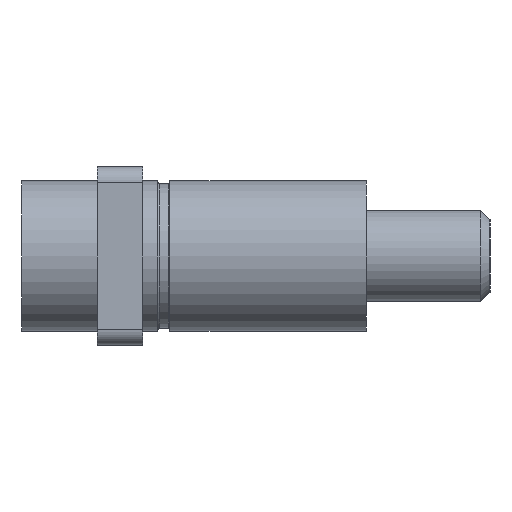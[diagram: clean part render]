
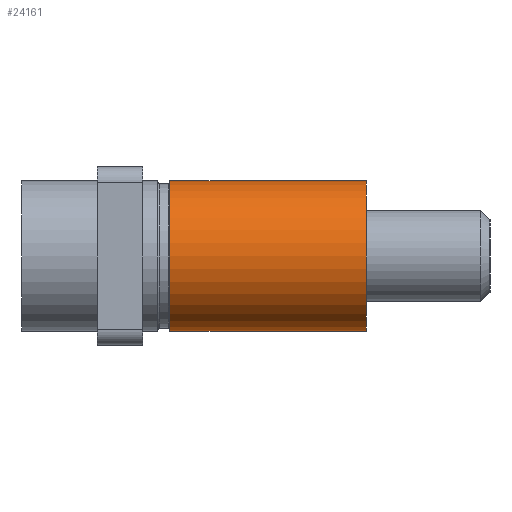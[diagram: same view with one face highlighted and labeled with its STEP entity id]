
A CAD part, left-side view. The second image highlights one B-rep face of the part: STEP entity #24161.
In plain terms, the highlighted cylindrical face has radius 2.5 mm (diameter 5 mm), a partial arc.
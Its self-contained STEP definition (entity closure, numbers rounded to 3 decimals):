
#131 = EDGE_LOOP ( 'NONE', ( #24141, #1915, #8201, #30341 ) ) ;
#709 = DIRECTION ( 'NONE',  ( 0., 0., -1. ) ) ;
#952 = CARTESIAN_POINT ( 'NONE',  ( -39.407, 4.307, -4.749 ) ) ;
#1197 = EDGE_CURVE ( 'NONE', #30314, #8775, #15019, .T. ) ;
#1915 = ORIENTED_EDGE ( 'NONE', *, *, #32581, .T. ) ;
#2011 = DIRECTION ( 'NONE',  ( 0., 0., -1. ) ) ;
#2068 = VERTEX_POINT ( 'NONE', #27269 ) ;
#6112 = CIRCLE ( 'NONE', #21744, 2.5 ) ;
#7072 = VECTOR ( 'NONE', #34500, 1000. ) ;
#7359 = CARTESIAN_POINT ( 'NONE',  ( -39.407, -2.193, -4.749 ) ) ;
#7722 = AXIS2_PLACEMENT_3D ( 'NONE', #15742, #34317, #10496 ) ;
#8201 = ORIENTED_EDGE ( 'NONE', *, *, #34563, .T. ) ;
#8775 = VERTEX_POINT ( 'NONE', #20932 ) ;
#10496 = DIRECTION ( 'NONE',  ( 0., 0., -1. ) ) ;
#11724 = LINE ( 'NONE', #7359, #17968 ) ;
#12070 = EDGE_CURVE ( 'NONE', #8775, #2068, #6112, .T. ) ;
#14513 = AXIS2_PLACEMENT_3D ( 'NONE', #33897, #17980, #2011 ) ;
#15019 = LINE ( 'NONE', #26494, #7072 ) ;
#15742 = CARTESIAN_POINT ( 'NONE',  ( -39.407, -2.193, -2.249 ) ) ;
#16669 = CARTESIAN_POINT ( 'NONE',  ( -39.407, 4.307, 0.251 ) ) ;
#16719 = DIRECTION ( 'NONE',  ( 0., -1., 0. ) ) ;
#17968 = VECTOR ( 'NONE', #20647, 1000. ) ;
#17980 = DIRECTION ( 'NONE',  ( 0., -1., 0. ) ) ;
#20647 = DIRECTION ( 'NONE',  ( 0., -1., 0. ) ) ;
#20932 = CARTESIAN_POINT ( 'NONE',  ( -39.407, -2.193, 0.251 ) ) ;
#21340 = CYLINDRICAL_SURFACE ( 'NONE', #7722, 2.5 ) ;
#21744 = AXIS2_PLACEMENT_3D ( 'NONE', #32636, #16719, #709 ) ;
#24141 = ORIENTED_EDGE ( 'NONE', *, *, #1197, .F. ) ;
#24161 = ADVANCED_FACE ( 'NONE', ( #28000 ), #21340, .T. ) ;
#26494 = CARTESIAN_POINT ( 'NONE',  ( -39.407, -2.193, 0.251 ) ) ;
#27269 = CARTESIAN_POINT ( 'NONE',  ( -39.407, -2.193, -4.749 ) ) ;
#28000 = FACE_OUTER_BOUND ( 'NONE', #131, .T. ) ;
#30314 = VERTEX_POINT ( 'NONE', #16669 ) ;
#30341 = ORIENTED_EDGE ( 'NONE', *, *, #12070, .F. ) ;
#32378 = VERTEX_POINT ( 'NONE', #952 ) ;
#32581 = EDGE_CURVE ( 'NONE', #30314, #32378, #33151, .T. ) ;
#32636 = CARTESIAN_POINT ( 'NONE',  ( -39.407, -2.193, -2.249 ) ) ;
#33151 = CIRCLE ( 'NONE', #14513, 2.5 ) ;
#33897 = CARTESIAN_POINT ( 'NONE',  ( -39.407, 4.307, -2.249 ) ) ;
#34317 = DIRECTION ( 'NONE',  ( 0., -1., 0. ) ) ;
#34500 = DIRECTION ( 'NONE',  ( 0., -1., 0. ) ) ;
#34563 = EDGE_CURVE ( 'NONE', #32378, #2068, #11724, .T. ) ;
